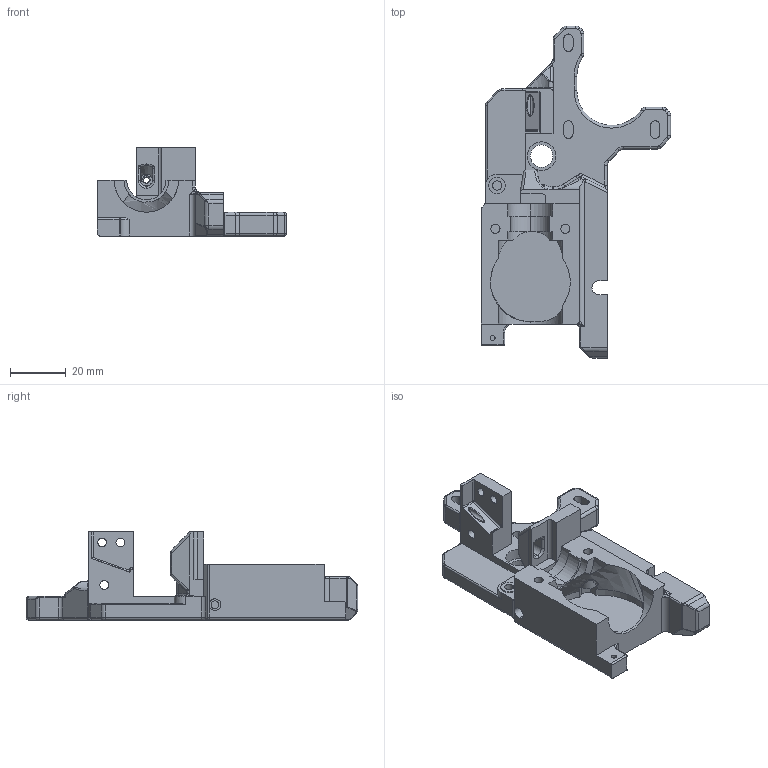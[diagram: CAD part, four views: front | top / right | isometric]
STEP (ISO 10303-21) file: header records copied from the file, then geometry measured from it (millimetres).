
FILE_DESCRIPTION (( 'STEP AP214' ), '1' );
FILE_NAME ('A_1.STEP', '2024-10-12T22:33:52', ( '' ), ( '' ), 'SwSTEP 2.0', 'SolidWorks 2024', '' );
FILE_SCHEMA (( 'AUTOMOTIVE_DESIGN' ));
Length unit declared in the file: millimetre
Products named in the file (1): A_1
Bounding box: 67.6 x 118.62 x 31.5 mm (x, y, z)
Volume: 39723 mm3; surface area: 20477.8 mm2
Topology: 1 solids, 4 shells, 458 faces, 1150 edges, 695 vertices
Faces by surface type: cylinder 191, plane 135, bspline 58, torus 58, cone 9, sphere 7
Entity records: 15902 total; most frequent: CARTESIAN_POINT 5400, ORIENTED_EDGE 2254, DIRECTION 2166, EDGE_CURVE 1127, AXIS2_PLACEMENT_3D 828, VERTEX_POINT 693, VECTOR 510, LINE 510
